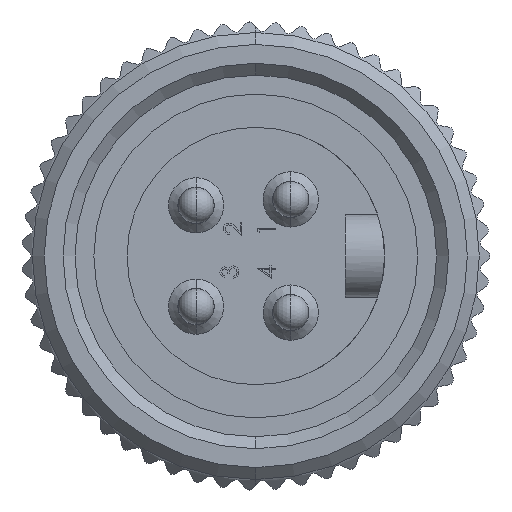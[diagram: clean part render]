
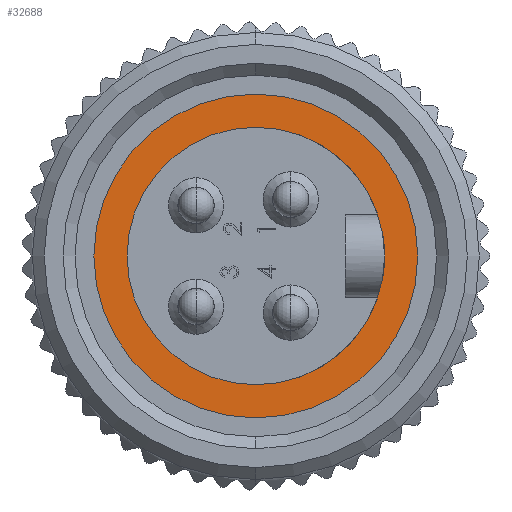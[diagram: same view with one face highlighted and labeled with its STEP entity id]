
A CAD part, left-side view. The second image highlights one B-rep face of the part: STEP entity #32688.
In plain terms, the highlighted planar face has unit normal (-1, 0, 0).
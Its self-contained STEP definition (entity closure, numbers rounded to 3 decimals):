
#665 = EDGE_LOOP ( 'NONE', ( #6096, #1047 ) ) ;
#1047 = ORIENTED_EDGE ( 'NONE', *, *, #6636, .F. ) ;
#1634 = CARTESIAN_POINT ( 'NONE',  ( -32.195, 0., 0. ) ) ;
#1696 = AXIS2_PLACEMENT_3D ( 'NONE', #34978, #15183, #38243 ) ;
#1973 = EDGE_CURVE ( 'NONE', #21912, #5720, #26669, .T. ) ;
#4994 = DIRECTION ( 'NONE',  ( 0., 0., 1. ) ) ;
#5720 = VERTEX_POINT ( 'NONE', #30717 ) ;
#6096 = ORIENTED_EDGE ( 'NONE', *, *, #7090, .F. ) ;
#6371 = EDGE_LOOP ( 'NONE', ( #22591, #30361 ) ) ;
#6636 = EDGE_CURVE ( 'NONE', #14116, #40901, #31705, .T. ) ;
#7090 = EDGE_CURVE ( 'NONE', #40901, #14116, #17171, .T. ) ;
#7719 = DIRECTION ( 'NONE',  ( -1., 0., 0. ) ) ;
#11804 = CARTESIAN_POINT ( 'NONE',  ( -32.195, 0., 7.11 ) ) ;
#12019 = DIRECTION ( 'NONE',  ( -1., 0., 0. ) ) ;
#13992 = FACE_OUTER_BOUND ( 'NONE', #6371, .T. ) ;
#14116 = VERTEX_POINT ( 'NONE', #26352 ) ;
#15183 = DIRECTION ( 'NONE',  ( -1., 0., 0. ) ) ;
#15568 = AXIS2_PLACEMENT_3D ( 'NONE', #40363, #37648, #37520 ) ;
#17171 = CIRCLE ( 'NONE', #25486, 7.11 ) ;
#21912 = VERTEX_POINT ( 'NONE', #38801 ) ;
#21953 = CARTESIAN_POINT ( 'NONE',  ( -32.195, 0., 0. ) ) ;
#22591 = ORIENTED_EDGE ( 'NONE', *, *, #1973, .T. ) ;
#22862 = FACE_BOUND ( 'NONE', #665, .T. ) ;
#24985 = DIRECTION ( 'NONE',  ( -1., 0., 0. ) ) ;
#25335 = PLANE ( 'NONE',  #28507 ) ;
#25486 = AXIS2_PLACEMENT_3D ( 'NONE', #27687, #7719, #31002 ) ;
#26352 = CARTESIAN_POINT ( 'NONE',  ( -32.195, 0., -7.11 ) ) ;
#26547 = AXIS2_PLACEMENT_3D ( 'NONE', #1634, #24985, #4994 ) ;
#26669 = CIRCLE ( 'NONE', #15568, 8.94 ) ;
#27687 = CARTESIAN_POINT ( 'NONE',  ( -32.195, 0., 0. ) ) ;
#28507 = AXIS2_PLACEMENT_3D ( 'NONE', #21953, #12019, #35170 ) ;
#30361 = ORIENTED_EDGE ( 'NONE', *, *, #31707, .T. ) ;
#30717 = CARTESIAN_POINT ( 'NONE',  ( -32.195, 0., -8.94 ) ) ;
#31002 = DIRECTION ( 'NONE',  ( 0., 0., 1. ) ) ;
#31220 = CIRCLE ( 'NONE', #26547, 8.94 ) ;
#31705 = CIRCLE ( 'NONE', #1696, 7.11 ) ;
#31707 = EDGE_CURVE ( 'NONE', #5720, #21912, #31220, .T. ) ;
#32688 = ADVANCED_FACE ( 'NONE', ( #22862, #13992 ), #25335, .T. ) ;
#34978 = CARTESIAN_POINT ( 'NONE',  ( -32.195, 0., 0. ) ) ;
#35170 = DIRECTION ( 'NONE',  ( 0., 0., 1. ) ) ;
#37520 = DIRECTION ( 'NONE',  ( 0., 0., 1. ) ) ;
#37648 = DIRECTION ( 'NONE',  ( -1., 0., 0. ) ) ;
#38243 = DIRECTION ( 'NONE',  ( 0., 0., 1. ) ) ;
#38801 = CARTESIAN_POINT ( 'NONE',  ( -32.195, 0., 8.94 ) ) ;
#40363 = CARTESIAN_POINT ( 'NONE',  ( -32.195, 0., 0. ) ) ;
#40901 = VERTEX_POINT ( 'NONE', #11804 ) ;
